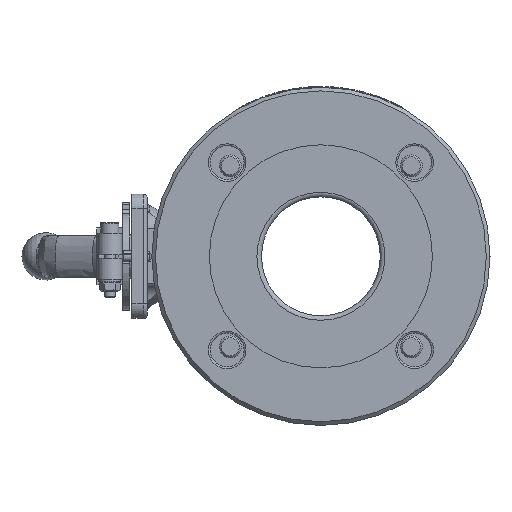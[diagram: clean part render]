
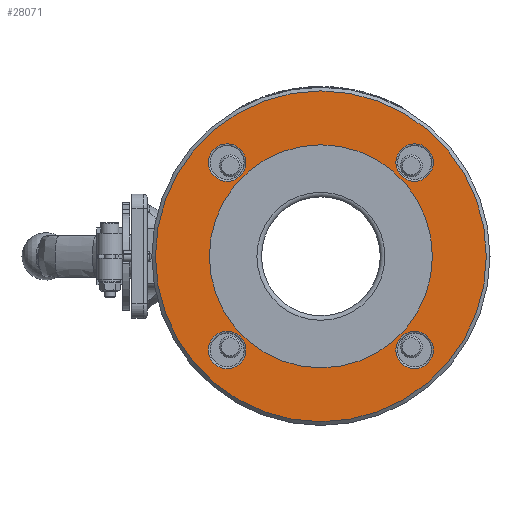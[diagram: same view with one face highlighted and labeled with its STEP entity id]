
A CAD part, left-side view. The second image highlights one B-rep face of the part: STEP entity #28071.
In plain terms, the highlighted planar face has unit normal (-1, 0, 0).
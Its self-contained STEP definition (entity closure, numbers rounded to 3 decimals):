
#740 = CIRCLE ( 'NONE', #30977, 10.25 ) ;
#1172 = CARTESIAN_POINT ( 'NONE',  ( 2., -51.265, -51.265 ) ) ;
#1808 = PLANE ( 'NONE',  #30106 ) ;
#3197 = CARTESIAN_POINT ( 'NONE',  ( 2., 51.265, 51.265 ) ) ;
#3382 = DIRECTION ( 'NONE',  ( 1., 0., 0. ) ) ;
#4153 = DIRECTION ( 'NONE',  ( 0., 1., 0. ) ) ;
#4615 = CARTESIAN_POINT ( 'NONE',  ( 2., 75.75, 0. ) ) ;
#4996 = VERTEX_POINT ( 'NONE', #36620 ) ;
#5035 = AXIS2_PLACEMENT_3D ( 'NONE', #20251, #34342, #45166 ) ;
#5328 = EDGE_LOOP ( 'NONE', ( #31271 ) ) ;
#6195 = ORIENTED_EDGE ( 'NONE', *, *, #18132, .T. ) ;
#7402 = CARTESIAN_POINT ( 'NONE',  ( 2., 51.265, -51.265 ) ) ;
#8766 = FACE_BOUND ( 'NONE', #30104, .T. ) ;
#9391 = EDGE_CURVE ( 'NONE', #13797, #13797, #38634, .T. ) ;
#9411 = EDGE_LOOP ( 'NONE', ( #17901 ) ) ;
#11816 = DIRECTION ( 'NONE',  ( 1., 0., 0. ) ) ;
#13653 = EDGE_LOOP ( 'NONE', ( #19856 ) ) ;
#13797 = VERTEX_POINT ( 'NONE', #28580 ) ;
#14471 = ORIENTED_EDGE ( 'NONE', *, *, #9391, .T. ) ;
#15910 = DIRECTION ( 'NONE',  ( -1., 0., 0. ) ) ;
#17901 = ORIENTED_EDGE ( 'NONE', *, *, #31384, .T. ) ;
#18132 = EDGE_CURVE ( 'NONE', #33412, #33412, #38495, .T. ) ;
#18699 = DIRECTION ( 'NONE',  ( 1., 0., 0. ) ) ;
#18777 = EDGE_LOOP ( 'NONE', ( #14471 ) ) ;
#19363 = FACE_BOUND ( 'NONE', #20257, .T. ) ;
#19752 = VERTEX_POINT ( 'NONE', #34329 ) ;
#19856 = ORIENTED_EDGE ( 'NONE', *, *, #38128, .T. ) ;
#20251 = CARTESIAN_POINT ( 'NONE',  ( 2., 0., 0. ) ) ;
#20257 = EDGE_LOOP ( 'NONE', ( #6195 ) ) ;
#20730 = CARTESIAN_POINT ( 'NONE',  ( 2., -51.265, 51.265 ) ) ;
#21949 = CARTESIAN_POINT ( 'NONE',  ( 2., 0., 0. ) ) ;
#22898 = EDGE_CURVE ( 'NONE', #4996, #4996, #740, .T. ) ;
#24039 = DIRECTION ( 'NONE',  ( 1., 0., 0. ) ) ;
#24517 = AXIS2_PLACEMENT_3D ( 'NONE', #7402, #24039, #34680 ) ;
#25256 = CIRCLE ( 'NONE', #27451, 10.25 ) ;
#25916 = DIRECTION ( 'NONE',  ( 0., 0., 1. ) ) ;
#26446 = CIRCLE ( 'NONE', #5035, 90.5 ) ;
#27451 = AXIS2_PLACEMENT_3D ( 'NONE', #20730, #3382, #31810 ) ;
#27618 = CARTESIAN_POINT ( 'NONE',  ( 2., 90.5, 0. ) ) ;
#28071 = ADVANCED_FACE ( 'NONE', ( #29534, #36245, #8766, #43628, #19363, #29092 ), #1808, .T. ) ;
#28163 = ORIENTED_EDGE ( 'NONE', *, *, #22898, .T. ) ;
#28580 = CARTESIAN_POINT ( 'NONE',  ( 2., -51.265, -41.015 ) ) ;
#29092 = FACE_BOUND ( 'NONE', #13653, .T. ) ;
#29534 = FACE_OUTER_BOUND ( 'NONE', #5328, .T. ) ;
#29980 = DIRECTION ( 'NONE',  ( 0., 0., 1. ) ) ;
#30104 = EDGE_LOOP ( 'NONE', ( #28163 ) ) ;
#30106 = AXIS2_PLACEMENT_3D ( 'NONE', #4615, #15910, #29980 ) ;
#30977 = AXIS2_PLACEMENT_3D ( 'NONE', #3197, #42441, #38040 ) ;
#31271 = ORIENTED_EDGE ( 'NONE', *, *, #40155, .F. ) ;
#31384 = EDGE_CURVE ( 'NONE', #41236, #41236, #25256, .T. ) ;
#31810 = DIRECTION ( 'NONE',  ( 0., 0., 1. ) ) ;
#33412 = VERTEX_POINT ( 'NONE', #43336 ) ;
#34214 = AXIS2_PLACEMENT_3D ( 'NONE', #1172, #11816, #25916 ) ;
#34329 = CARTESIAN_POINT ( 'NONE',  ( 2., 61., 0. ) ) ;
#34342 = DIRECTION ( 'NONE',  ( 1., 0., 0. ) ) ;
#34560 = CARTESIAN_POINT ( 'NONE',  ( 2., -51.265, 61.515 ) ) ;
#34680 = DIRECTION ( 'NONE',  ( 0., 0., 1. ) ) ;
#36245 = FACE_BOUND ( 'NONE', #9411, .T. ) ;
#36620 = CARTESIAN_POINT ( 'NONE',  ( 2., 51.265, 61.515 ) ) ;
#37627 = CIRCLE ( 'NONE', #39098, 61. ) ;
#37764 = VERTEX_POINT ( 'NONE', #27618 ) ;
#38040 = DIRECTION ( 'NONE',  ( 0., 0., 1. ) ) ;
#38128 = EDGE_CURVE ( 'NONE', #19752, #19752, #37627, .T. ) ;
#38495 = CIRCLE ( 'NONE', #24517, 10.25 ) ;
#38634 = CIRCLE ( 'NONE', #34214, 10.25 ) ;
#39098 = AXIS2_PLACEMENT_3D ( 'NONE', #21949, #18699, #4153 ) ;
#40155 = EDGE_CURVE ( 'NONE', #37764, #37764, #26446, .T. ) ;
#41236 = VERTEX_POINT ( 'NONE', #34560 ) ;
#42441 = DIRECTION ( 'NONE',  ( 1., 0., 0. ) ) ;
#43336 = CARTESIAN_POINT ( 'NONE',  ( 2., 51.265, -41.015 ) ) ;
#43628 = FACE_BOUND ( 'NONE', #18777, .T. ) ;
#45166 = DIRECTION ( 'NONE',  ( 0., 1., 0. ) ) ;
